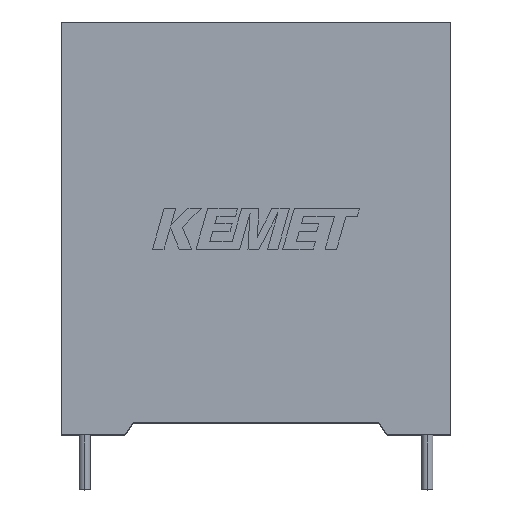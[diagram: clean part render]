
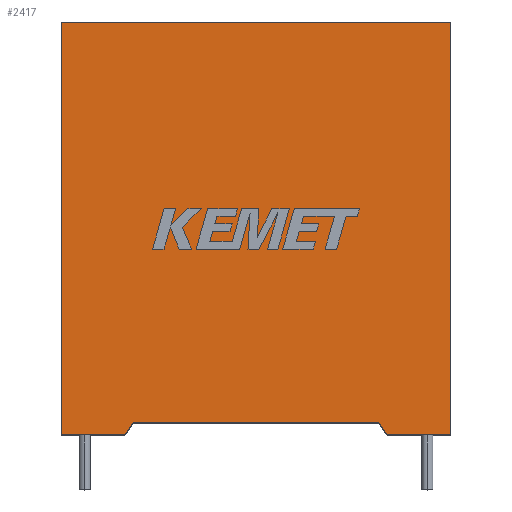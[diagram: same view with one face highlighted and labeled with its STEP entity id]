
A CAD part, top view. The second image highlights one B-rep face of the part: STEP entity #2417.
In plain terms, the highlighted planar face has unit normal (0, 0, 1).
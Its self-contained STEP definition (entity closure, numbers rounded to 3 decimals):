
#60 = DIRECTION ( 'NONE',  ( -1., 0., 0. ) ) ;
#116 = CARTESIAN_POINT ( 'NONE',  ( 35.65, 0., 30.4 ) ) ;
#198 = VECTOR ( 'NONE', #3030, 1000. ) ;
#207 = CARTESIAN_POINT ( 'NONE',  ( 34.75, 1.329, 30.4 ) ) ;
#252 = CARTESIAN_POINT ( 'NONE',  ( 0., 0., 30.4 ) ) ;
#324 = DIRECTION ( 'NONE',  ( 1., 0., 0. ) ) ;
#384 = VECTOR ( 'NONE', #1427, 1000. ) ;
#473 = CARTESIAN_POINT ( 'NONE',  ( 0., 0., 30.4 ) ) ;
#583 = EDGE_CURVE ( 'NONE', #2637, #2175, #840, .T. ) ;
#585 = ORIENTED_EDGE ( 'NONE', *, *, #1818, .T. ) ;
#655 = VECTOR ( 'NONE', #2156, 1000. ) ;
#732 = EDGE_CURVE ( 'NONE', #2637, #1560, #2946, .T. ) ;
#798 = FACE_OUTER_BOUND ( 'NONE', #2105, .T. ) ;
#835 = VERTEX_POINT ( 'NONE', #473 ) ;
#840 = LINE ( 'NONE', #1110, #198 ) ;
#884 = EDGE_CURVE ( 'NONE', #2175, #2643, #1686, .T. ) ;
#933 = PLANE ( 'NONE',  #2694 ) ;
#938 = EDGE_CURVE ( 'NONE', #2589, #835, #3081, .T. ) ;
#1012 = VERTEX_POINT ( 'NONE', #1875 ) ;
#1110 = CARTESIAN_POINT ( 'NONE',  ( 21.3, 1.329, 30.4 ) ) ;
#1246 = EDGE_CURVE ( 'NONE', #2556, #2589, #3114, .T. ) ;
#1247 = ORIENTED_EDGE ( 'NONE', *, *, #2916, .T. ) ;
#1304 = CARTESIAN_POINT ( 'NONE',  ( 34.75, 1.329, 30.4 ) ) ;
#1319 = VECTOR ( 'NONE', #2244, 1000. ) ;
#1427 = DIRECTION ( 'NONE',  ( 0., -1., 0. ) ) ;
#1560 = VERTEX_POINT ( 'NONE', #116 ) ;
#1594 = LINE ( 'NONE', #2255, #2500 ) ;
#1611 = CARTESIAN_POINT ( 'NONE',  ( 0., 0., 30.4 ) ) ;
#1616 = ORIENTED_EDGE ( 'NONE', *, *, #938, .T. ) ;
#1652 = DIRECTION ( 'NONE',  ( 1., 0., 0. ) ) ;
#1686 = LINE ( 'NONE', #2902, #655 ) ;
#1818 = EDGE_CURVE ( 'NONE', #835, #2643, #2903, .T. ) ;
#1870 = ORIENTED_EDGE ( 'NONE', *, *, #2646, .T. ) ;
#1875 = CARTESIAN_POINT ( 'NONE',  ( 42.6, 0., 30.4 ) ) ;
#1919 = VECTOR ( 'NONE', #1652, 1000. ) ;
#1988 = CARTESIAN_POINT ( 'NONE',  ( 42.6, 45.2, 30.4 ) ) ;
#1999 = ORIENTED_EDGE ( 'NONE', *, *, #732, .T. ) ;
#2105 = EDGE_LOOP ( 'NONE', ( #2443, #1999, #1870, #1247, #3080, #1616, #585, #2509 ) ) ;
#2156 = DIRECTION ( 'NONE',  ( -0.561, -0.828, 0. ) ) ;
#2167 = CARTESIAN_POINT ( 'NONE',  ( 0., 0., 30.4 ) ) ;
#2175 = VERTEX_POINT ( 'NONE', #3033 ) ;
#2244 = DIRECTION ( 'NONE',  ( -1., 0., 0. ) ) ;
#2255 = CARTESIAN_POINT ( 'NONE',  ( 0., 0., 30.4 ) ) ;
#2280 = CARTESIAN_POINT ( 'NONE',  ( 6.95, 0., 30.4 ) ) ;
#2342 = LINE ( 'NONE', #2622, #2769 ) ;
#2417 = ADVANCED_FACE ( 'NONE', ( #798 ), #933, .F. ) ;
#2443 = ORIENTED_EDGE ( 'NONE', *, *, #583, .F. ) ;
#2495 = DIRECTION ( 'NONE',  ( 0., 0., -1. ) ) ;
#2500 = VECTOR ( 'NONE', #324, 1000. ) ;
#2505 = CARTESIAN_POINT ( 'NONE',  ( 0., 45.2, 30.4 ) ) ;
#2509 = ORIENTED_EDGE ( 'NONE', *, *, #884, .F. ) ;
#2556 = VERTEX_POINT ( 'NONE', #1988 ) ;
#2589 = VERTEX_POINT ( 'NONE', #2505 ) ;
#2622 = CARTESIAN_POINT ( 'NONE',  ( 42.6, 0., 30.4 ) ) ;
#2631 = VECTOR ( 'NONE', #2884, 1000. ) ;
#2637 = VERTEX_POINT ( 'NONE', #1304 ) ;
#2643 = VERTEX_POINT ( 'NONE', #2280 ) ;
#2646 = EDGE_CURVE ( 'NONE', #1560, #1012, #1594, .T. ) ;
#2666 = CARTESIAN_POINT ( 'NONE',  ( 0., 45.2, 30.4 ) ) ;
#2694 = AXIS2_PLACEMENT_3D ( 'NONE', #252, #2495, #60 ) ;
#2769 = VECTOR ( 'NONE', #3091, 1000. ) ;
#2884 = DIRECTION ( 'NONE',  ( 0.561, -0.828, 0. ) ) ;
#2902 = CARTESIAN_POINT ( 'NONE',  ( 7.85, 1.329, 30.4 ) ) ;
#2903 = LINE ( 'NONE', #1611, #1919 ) ;
#2916 = EDGE_CURVE ( 'NONE', #1012, #2556, #2342, .T. ) ;
#2946 = LINE ( 'NONE', #207, #2631 ) ;
#3030 = DIRECTION ( 'NONE',  ( -1., 0., 0. ) ) ;
#3033 = CARTESIAN_POINT ( 'NONE',  ( 7.85, 1.329, 30.4 ) ) ;
#3080 = ORIENTED_EDGE ( 'NONE', *, *, #1246, .T. ) ;
#3081 = LINE ( 'NONE', #2167, #384 ) ;
#3091 = DIRECTION ( 'NONE',  ( 0., 1., 0. ) ) ;
#3114 = LINE ( 'NONE', #2666, #1319 ) ;
